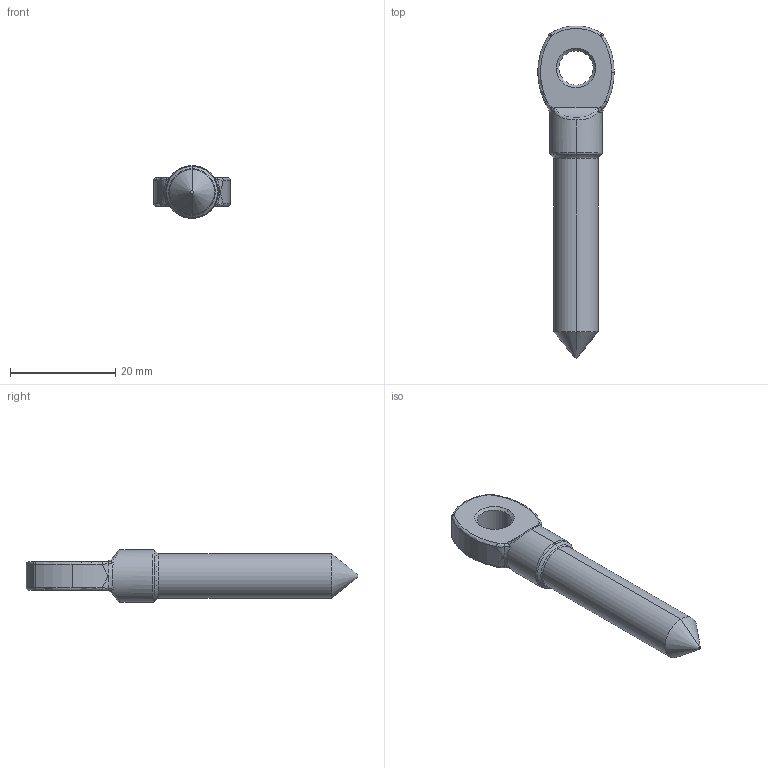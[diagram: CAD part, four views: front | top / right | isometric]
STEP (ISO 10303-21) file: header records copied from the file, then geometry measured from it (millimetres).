
FILE_DESCRIPTION (( 'STEP AP203' ), '1' );
FILE_NAME ('100055008.step', '2018-11-27T13:09:00', ( '' ), ( '' ), 'SwSTEP 2.0', 'SolidWorks 2015', '' );
FILE_SCHEMA (( 'CONFIG_CONTROL_DESIGN' ));
Length unit declared in the file: millimetre
Products named in the file (1): 100055008
Bounding box: 14.5 x 62.97 x 10 mm (x, y, z)
Volume: 3560.8 mm3; surface area: 1915.6 mm2
Topology: 1 solids, 1 shells, 289 faces, 752 edges, 484 vertices
Faces by surface type: bspline 140, plane 75, cylinder 50, torus 16, cone 8
Entity records: 16183 total; most frequent: CARTESIAN_POINT 9980, ORIENTED_EDGE 1504, DIRECTION 872, EDGE_CURVE 752, VERTEX_POINT 484, EDGE_LOOP 310, B_SPLINE_CURVE_WITH_KNOTS 304, VECTOR 300
